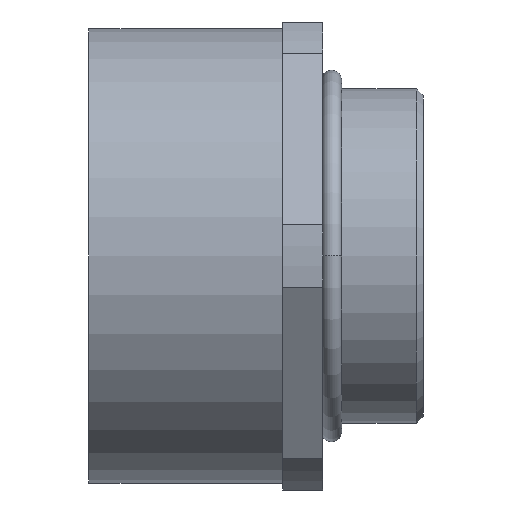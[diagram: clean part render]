
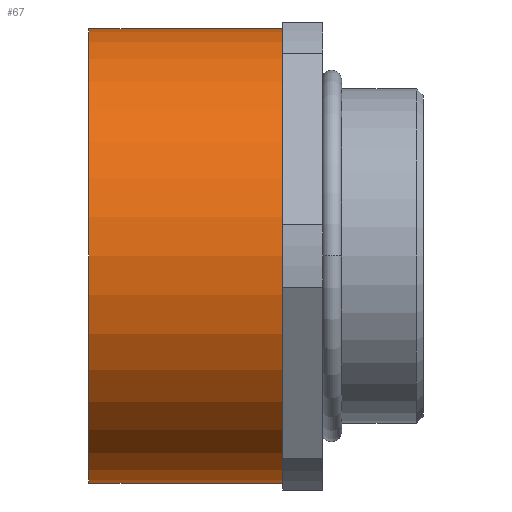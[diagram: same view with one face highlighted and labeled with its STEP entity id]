
A CAD part, left-side view. The second image highlights one B-rep face of the part: STEP entity #67.
In plain terms, the highlighted cylindrical face has radius 17 mm (diameter 34 mm), a partial arc.
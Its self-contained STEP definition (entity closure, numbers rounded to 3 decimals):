
#25 = EDGE_CURVE ( 'NONE', #1065, #1064, #520, .T. ) ;
#52 = EDGE_CURVE ( 'NONE', #1066, #1067, #510, .T. ) ;
#67 = ADVANCED_FACE ( 'NONE', ( #714 ), #711, .T. ) ;
#124 = VECTOR ( 'NONE', #587, 1000. ) ;
#128 = VECTOR ( 'NONE', #578, 1000. ) ;
#217 = CARTESIAN_POINT ( 'NONE',  ( 0., 12.783, 0. ) ) ;
#218 = DIRECTION ( 'NONE',  ( 0., 1., 0. ) ) ;
#219 = DIRECTION ( 'NONE',  ( 0., 0., 1. ) ) ;
#358 = ORIENTED_EDGE ( 'NONE', *, *, #553, .T. ) ;
#359 = ORIENTED_EDGE ( 'NONE', *, *, #52, .T. ) ;
#360 = ORIENTED_EDGE ( 'NONE', *, *, #550, .F. ) ;
#365 = ORIENTED_EDGE ( 'NONE', *, *, #25, .F. ) ;
#441 = EDGE_LOOP ( 'NONE', ( #360, #359, #358, #365 ) ) ;
#510 = CIRCLE ( 'NONE', #744, 17. ) ;
#520 = CIRCLE ( 'NONE', #793, 17. ) ;
#550 = EDGE_CURVE ( 'NONE', #1066, #1065, #576, .T. ) ;
#553 = EDGE_CURVE ( 'NONE', #1067, #1064, #585, .T. ) ;
#576 = LINE ( 'NONE', #577, #128 ) ;
#577 = CARTESIAN_POINT ( 'NONE',  ( 0., 12.783, -17. ) ) ;
#578 = DIRECTION ( 'NONE',  ( 0., 1., 0. ) ) ;
#585 = LINE ( 'NONE', #586, #124 ) ;
#586 = CARTESIAN_POINT ( 'NONE',  ( 0., 12.783, 17. ) ) ;
#587 = DIRECTION ( 'NONE',  ( 0., 1., 0. ) ) ;
#653 = CARTESIAN_POINT ( 'NONE',  ( 0., 15., 17. ) ) ;
#654 = CARTESIAN_POINT ( 'NONE',  ( 0., 15., -17. ) ) ;
#655 = CARTESIAN_POINT ( 'NONE',  ( 0., 0.5, -17. ) ) ;
#656 = CARTESIAN_POINT ( 'NONE',  ( 0., 0.5, 17. ) ) ;
#710 = AXIS2_PLACEMENT_3D ( 'NONE', #217, #218, #219 ) ;
#711 = CYLINDRICAL_SURFACE ( 'NONE', #710, 17. ) ;
#714 = FACE_OUTER_BOUND ( 'NONE', #441, .T. ) ;
#744 = AXIS2_PLACEMENT_3D ( 'NONE', #928, #932, #933 ) ;
#793 = AXIS2_PLACEMENT_3D ( 'NONE', #850, #851, #852 ) ;
#850 = CARTESIAN_POINT ( 'NONE',  ( 0., 15., 0. ) ) ;
#851 = DIRECTION ( 'NONE',  ( 0., 1., 0. ) ) ;
#852 = DIRECTION ( 'NONE',  ( 0., 0., 1. ) ) ;
#928 = CARTESIAN_POINT ( 'NONE',  ( 0., 0.5, 0. ) ) ;
#932 = DIRECTION ( 'NONE',  ( 0., 1., 0. ) ) ;
#933 = DIRECTION ( 'NONE',  ( 0., 0., 1. ) ) ;
#1064 = VERTEX_POINT ( 'NONE', #653 ) ;
#1065 = VERTEX_POINT ( 'NONE', #654 ) ;
#1066 = VERTEX_POINT ( 'NONE', #655 ) ;
#1067 = VERTEX_POINT ( 'NONE', #656 ) ;
